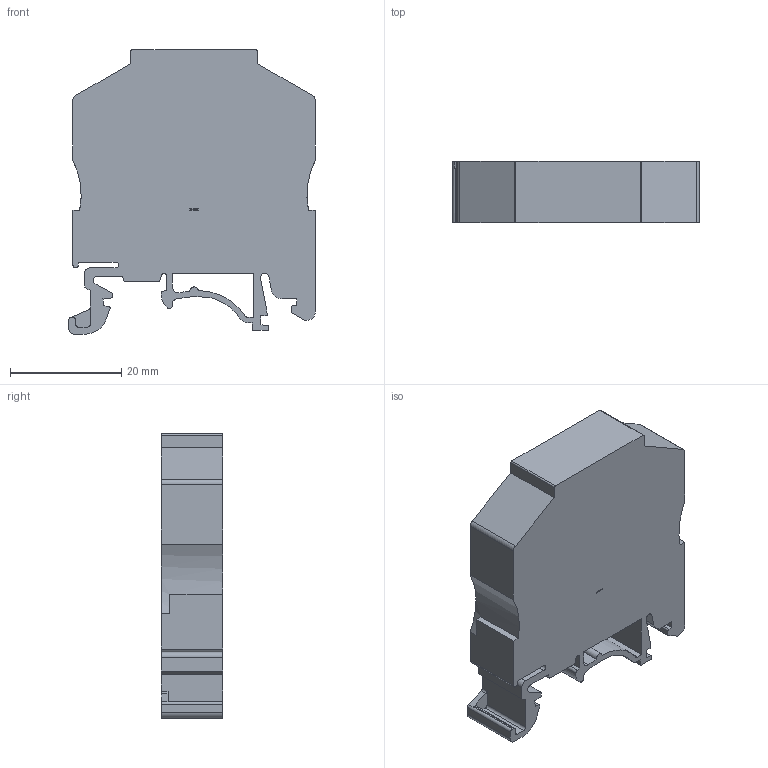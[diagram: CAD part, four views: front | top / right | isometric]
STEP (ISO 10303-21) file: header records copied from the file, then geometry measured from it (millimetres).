
FILE_DESCRIPTION(/* description */ ('Unknown'),/* implementation_level */ '2;1');
FILE_NAME(/* name */ '6OAT6H',/* time_stamp */ '2016-10-10T11:16:19+06:00',/* author */ ('Unknown'),/* organization */ ('Unknown'),/* preprocessor_version */ 'ST-DEVELOPER v16',/* originating_system */ 'DEX',/* authorisation */ $);
FILE_SCHEMA (('AUTOMOTIVE_DESIGN {1 0 10303 214 3 1 1}'));
Length unit declared in the file: millimetre
Products named in the file (1): 6OAT6H
Bounding box: 44.25 x 11 x 51 mm (x, y, z)
Volume: 19161.2 mm3; surface area: 6754.6 mm2
Topology: 1 solids, 1 shells, 105 faces, 306 edges, 204 vertices
Faces by surface type: plane 64, cylinder 41
Entity records: 3519 total; most frequent: CARTESIAN_POINT 616, ORIENTED_EDGE 612, DIRECTION 603, EDGE_CURVE 306, LINE 221, VECTOR 221, VERTEX_POINT 204, AXIS2_PLACEMENT_3D 191
